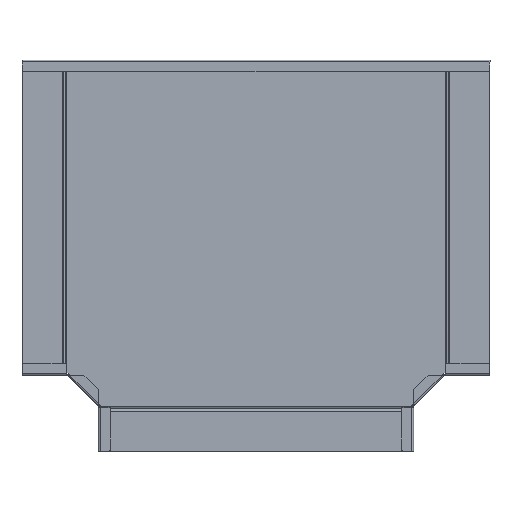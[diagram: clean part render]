
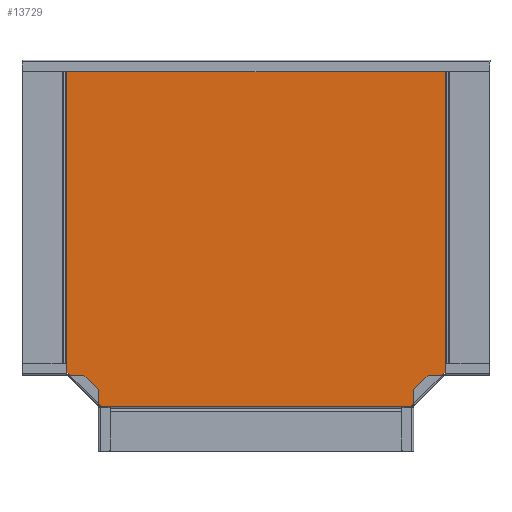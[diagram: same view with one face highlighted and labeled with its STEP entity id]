
A CAD part, top view. The second image highlights one B-rep face of the part: STEP entity #13729.
In plain terms, the highlighted planar face has unit normal (0, 0, 1).
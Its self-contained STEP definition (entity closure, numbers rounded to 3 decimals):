
#13082=DIRECTION('',(0.,1.,0.));
#13083=VECTOR('',#13082,1.972);
#13084=CARTESIAN_POINT('',(199.25,57.328,0.));
#13085=LINE('',#13084,#13083);
#13086=DIRECTION('',(0.,-1.,0.));
#13087=VECTOR('',#13086,1.972);
#13088=CARTESIAN_POINT('',(-199.25,59.3,0.));
#13089=LINE('',#13088,#13087);
#13090=DIRECTION('',(0.707,-0.707,0.));
#13091=VECTOR('',#13090,58.053);
#13092=CARTESIAN_POINT('',(-240.3,100.35,0.));
#13093=LINE('',#13092,#13091);
#13094=DIRECTION('',(1.,0.,0.));
#13095=VECTOR('',#13094,1.972);
#13096=CARTESIAN_POINT('',(-242.272,100.35,0.));
#13097=LINE('',#13096,#13095);
#13098=DIRECTION('',(1.,0.,0.));
#13099=VECTOR('',#13098,1.972);
#13100=CARTESIAN_POINT('',(240.3,100.35,0.));
#13101=LINE('',#13100,#13099);
#13102=DIRECTION('',(0.707,0.707,0.));
#13103=VECTOR('',#13102,58.053);
#13104=CARTESIAN_POINT('',(199.25,59.3,0.));
#13105=LINE('',#13104,#13103);
#13259=DIRECTION('',(0.,-1.,0.));
#13260=VECTOR('',#13259,398.5);
#13261=CARTESIAN_POINT('',(242.272,498.85,0.));
#13262=LINE('',#13261,#13260);
#13334=DIRECTION('',(1.,0.,0.));
#13335=VECTOR('',#13334,484.543);
#13336=CARTESIAN_POINT('',(-242.272,498.85,0.));
#13337=LINE('',#13336,#13335);
#13414=DIRECTION('',(0.,1.,0.));
#13415=VECTOR('',#13414,398.5);
#13416=CARTESIAN_POINT('',(-242.272,100.35,0.));
#13417=LINE('',#13416,#13415);
#13460=DIRECTION('',(-1.,0.,0.));
#13461=VECTOR('',#13460,398.5);
#13462=CARTESIAN_POINT('',(199.25,57.328,0.));
#13463=LINE('',#13462,#13461);
#13564=CARTESIAN_POINT('',(-240.3,100.35,0.));
#13565=CARTESIAN_POINT('',(-199.25,59.3,0.));
#13566=VERTEX_POINT('',#13564);
#13567=VERTEX_POINT('',#13565);
#13568=CARTESIAN_POINT('',(199.25,59.3,0.));
#13569=CARTESIAN_POINT('',(240.3,100.35,0.));
#13570=VERTEX_POINT('',#13568);
#13571=VERTEX_POINT('',#13569);
#13592=CARTESIAN_POINT('',(242.272,498.85,0.));
#13593=CARTESIAN_POINT('',(242.272,100.35,0.));
#13594=VERTEX_POINT('',#13592);
#13595=VERTEX_POINT('',#13593);
#13618=CARTESIAN_POINT('',(199.25,57.328,0.));
#13619=CARTESIAN_POINT('',(-199.25,57.328,0.));
#13620=VERTEX_POINT('',#13618);
#13621=VERTEX_POINT('',#13619);
#13654=CARTESIAN_POINT('',(-242.272,100.35,0.));
#13655=CARTESIAN_POINT('',(-242.272,498.85,0.));
#13656=VERTEX_POINT('',#13654);
#13657=VERTEX_POINT('',#13655);
#13703=CARTESIAN_POINT('',(-199.25,50.2,0.));
#13704=DIRECTION('',(0.,0.,1.));
#13705=DIRECTION('',(1.,0.,0.));
#13706=AXIS2_PLACEMENT_3D('',#13703,#13704,#13705);
#13707=PLANE('',#13706);
#13709=ORIENTED_EDGE('',*,*,#13708,.F.);
#13711=ORIENTED_EDGE('',*,*,#13710,.T.);
#13713=ORIENTED_EDGE('',*,*,#13712,.F.);
#13715=ORIENTED_EDGE('',*,*,#13714,.F.);
#13717=ORIENTED_EDGE('',*,*,#13716,.F.);
#13719=ORIENTED_EDGE('',*,*,#13718,.T.);
#13721=ORIENTED_EDGE('',*,*,#13720,.T.);
#13723=ORIENTED_EDGE('',*,*,#13722,.T.);
#13725=ORIENTED_EDGE('',*,*,#13724,.F.);
#13726=ORIENTED_EDGE('',*,*,#13692,.F.);
#13727=EDGE_LOOP('',(#13709,#13711,#13713,#13715,#13717,#13719,#13721,#13723,
#13725,#13726));
#13728=FACE_OUTER_BOUND('',#13727,.F.);
#13729=ADVANCED_FACE('',(#13728),#13707,.T.);
#13692=EDGE_CURVE('',#13570,#13571,#13105,.T.);
#13708=EDGE_CURVE('',#13620,#13570,#13085,.T.);
#13710=EDGE_CURVE('',#13620,#13621,#13463,.T.);
#13712=EDGE_CURVE('',#13567,#13621,#13089,.T.);
#13714=EDGE_CURVE('',#13566,#13567,#13093,.T.);
#13716=EDGE_CURVE('',#13656,#13566,#13097,.T.);
#13718=EDGE_CURVE('',#13656,#13657,#13417,.T.);
#13720=EDGE_CURVE('',#13657,#13594,#13337,.T.);
#13722=EDGE_CURVE('',#13594,#13595,#13262,.T.);
#13724=EDGE_CURVE('',#13571,#13595,#13101,.T.);
